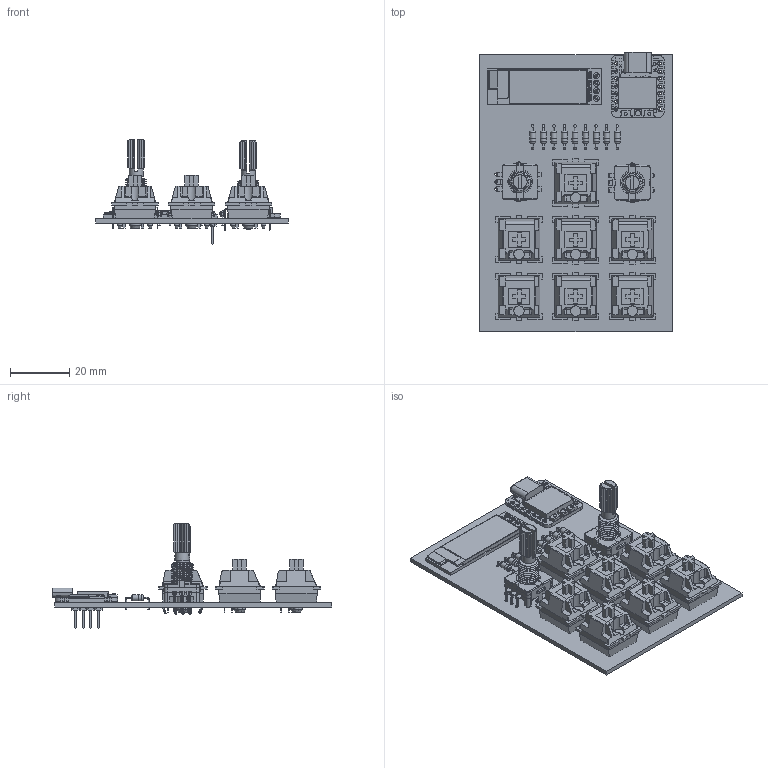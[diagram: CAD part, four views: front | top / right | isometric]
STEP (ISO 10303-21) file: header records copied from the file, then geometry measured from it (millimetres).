
FILE_DESCRIPTION(/* description */ ('KiCad electronic assembly'),/* implementation_level */ '2;1');
FILE_NAME(/* name */ 'PCB.step',/* time_stamp */ '2026-01-07T19:52:04Z',/* author */ (''),/* organization */ (''),/* preprocessor_version */ 'ST-DEVELOPER v20.1',/* originating_system */ 'Autodesk Translation Framework v14.21.0.0',/* authorisation */ '');
FILE_SCHEMA (('AUTOMOTIVE_DESIGN { 1 0 10303 214 3 1 1 }'));
Products named in the file (14): OPL 1; OLED_0.91_128x32; OLED_0.91_128x32_1; Pin Header 4 x 1 TH 2.54mm Pitch; 2SD0601A; RESC-0603; Seeed Studio XIAO RP2040; OPL 1.19.1; OPL_PCB; EC11_Rotary_Encoder_Switched; switch; Component1; Component2; D_DO-35_SOD27_P7.62mm_Horizontal
Assembly tree (40 placements, depth 3):
  OPL 1
    D_DO-35_SOD27_P7.62mm_Horizontal  x9
    switch  x7
      Component1
      Component2
    OLED_0.91_128x32
      OLED_0.91_128x32_1
      Pin Header 4 x 1 TH 2.54mm Pitch
      RESC-0603  x13
      2SD0601A
    EC11_Rotary_Encoder_Switched  x2
    Seeed Studio XIAO RP2040
      OPL 1.19.1
    OPL_PCB
Bounding box: 64.64 x 94.1 x 35.6 mm (x, y, z)
Volume: 25100.4 mm3; surface area: 33847.9 mm2
Topology: 190 solids, 190 shells, 4231 faces, 10621 edges, 6869 vertices
Faces by surface type: plane 2904, cylinder 973, bspline 167, cone 89, torus 84, sphere 14
Full cylindrical faces by diameter (mm): 0.203 x98, 0.5 x27, 0.529 x2, 0.572 x8, 0.6 x2, 0.75 x13, 0.8 x18, 0.889 x14, 1 x21, 1.1 x2, 1.5 x14, 1.6 x14, 1.7 x14, 1.81 x2, 2 x26, 2.02 x9, 2.2 x4, 3 x4, 3.85 x7, 4 x7, 4.7 x2, 7 x16
Entity records: 71559 total; most frequent: CARTESIAN_POINT 17269, ORIENTED_EDGE 10958, DIRECTION 10410, EDGE_CURVE 5479, LINE 3938, VECTOR 3938, VERTEX_POINT 3553, AXIS2_PLACEMENT_3D 3236
